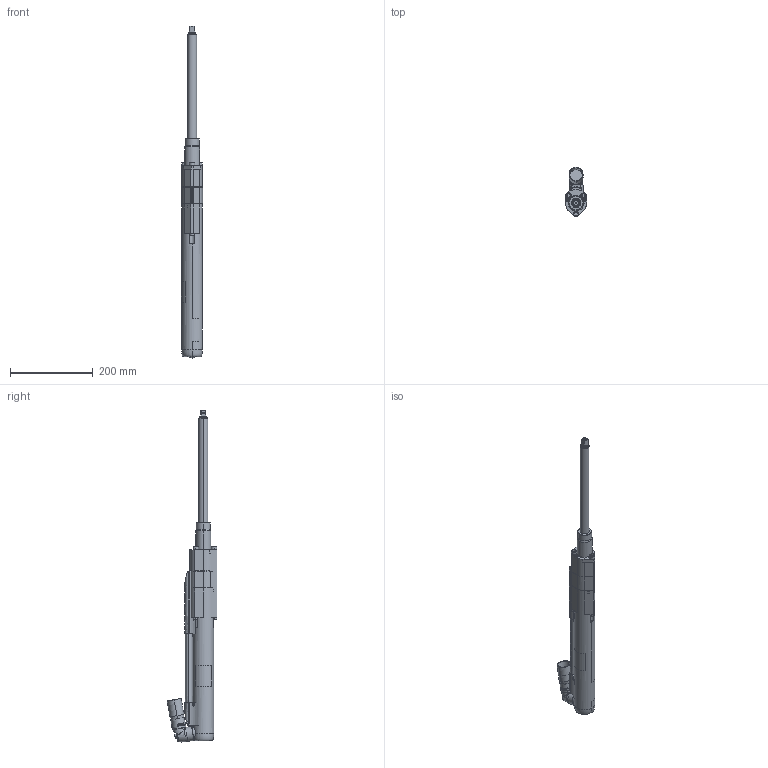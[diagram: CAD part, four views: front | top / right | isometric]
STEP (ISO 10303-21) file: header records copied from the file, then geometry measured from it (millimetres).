
FILE_DESCRIPTION((''),'2;1');
FILE_NAME('EXT_COMP_SW0015','2024-02-06T13:15:38',('INEdipo'),(''),'CREO PARAMETRIC BY PTC INC, 2022414','CREO PARAMETRIC BY PTC INC, 2022414','');
FILE_SCHEMA(('AP242_MANAGED_MODEL_BASED_3D_ENGINEERING_MIM_LF { 1 0 10303 442 1 1 4 }'));
Products named in the file (1): EXT_COMP_SW0015
Bounding box: 50.73 x 119.49 x 800.67 mm (x, y, z)
Volume: 1297048.7 mm3; surface area: 175048.7 mm2
Topology: 1 solids, 1 shells, 1506 faces, 4037 edges, 2594 vertices
Faces by surface type: plane 713, cylinder 374, bspline 217, torus 132, cone 54, extrusion 8, sphere 4, revolution 4
Entity records: 71169 total; most frequent: CARTESIAN_POINT 24770, ORIENTED_EDGE 8058, DIRECTION 6828, EDGE_CURVE 4029, VERTEX_POINT 2593, AXIS2_PLACEMENT_3D 2485, VECTOR 1854, LINE 1846
